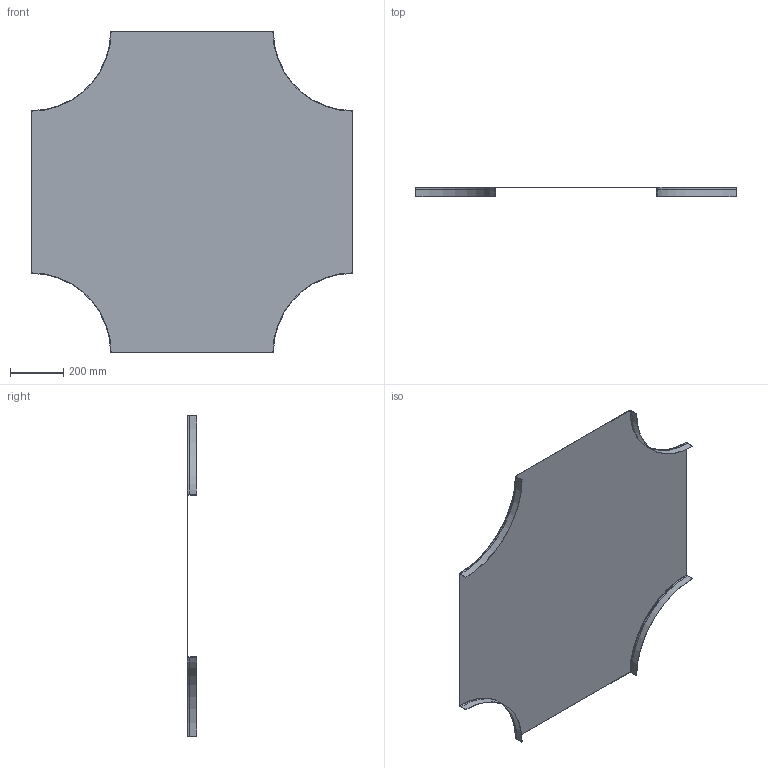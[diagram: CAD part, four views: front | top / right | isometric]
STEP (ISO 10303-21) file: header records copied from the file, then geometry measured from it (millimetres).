
FILE_DESCRIPTION (( 'STEP AP203' ), '1' );
FILE_NAME ('10-02-1161.STEP', '2013-05-06T08:05:19', ( 'asennus' ), ( '' ), 'SwSTEP 2.0', 'SolidWorks 2013', '' );
FILE_SCHEMA (( 'CONFIG_CONTROL_DESIGN' ));
Length unit declared in the file: millimetre
Products named in the file (1): 10-02-1161
Bounding box: 1200 x 35 x 1200 mm (x, y, z)
Volume: 1239081.6 mm3; surface area: 2486504.1 mm2
Topology: 5 solids, 5 shells, 50 faces, 120 edges, 80 vertices
Faces by surface type: plane 26, cylinder 16, torus 8
Entity records: 1549 total; most frequent: DIRECTION 278, CARTESIAN_POINT 251, ORIENTED_EDGE 240, EDGE_CURVE 120, AXIS2_PLACEMENT_3D 107, VERTEX_POINT 80, VECTOR 64, LINE 64
